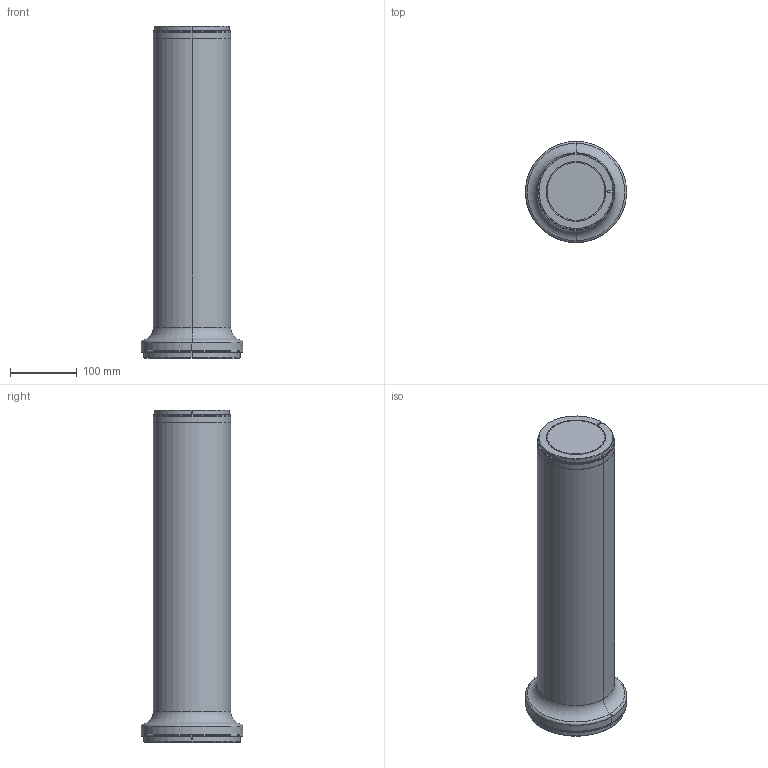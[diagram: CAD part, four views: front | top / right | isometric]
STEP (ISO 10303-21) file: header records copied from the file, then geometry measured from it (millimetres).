
FILE_DESCRIPTION (( 'STEP AP203' ), '1' );
FILE_NAME ('i10_14_Default_sldprt.STEP', '2023-11-12T11:45:59', ( '' ), ( '' ), 'SwSTEP 2.0', 'SolidWorks 2021', '' );
FILE_SCHEMA (( 'CONFIG_CONTROL_DESIGN' ));
Length unit declared in the file: millimetre
Products named in the file (1): i10_14_Default_sldprt
Bounding box: 152 x 152 x 498 mm (x, y, z)
Volume: 5472982.7 mm3; surface area: 218901.4 mm2
Topology: 1 solids, 1 shells, 78 faces, 172 edges, 104 vertices
Faces by surface type: cylinder 30, cone 22, plane 22, torus 4
Entity records: 2265 total; most frequent: CARTESIAN_POINT 431, DIRECTION 402, ORIENTED_EDGE 336, EDGE_CURVE 168, AXIS2_PLACEMENT_3D 163, VERTEX_POINT 104, EDGE_LOOP 90, CIRCLE 84
